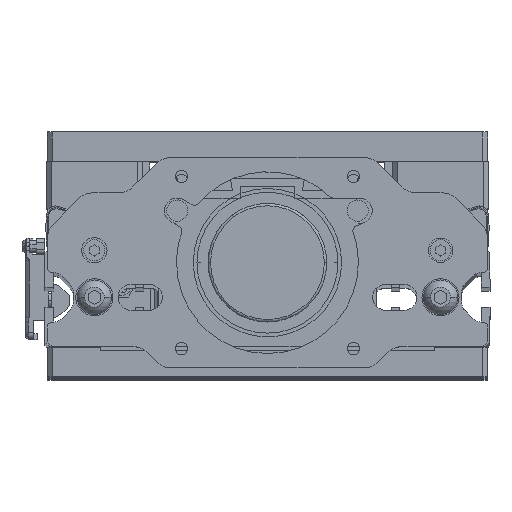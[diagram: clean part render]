
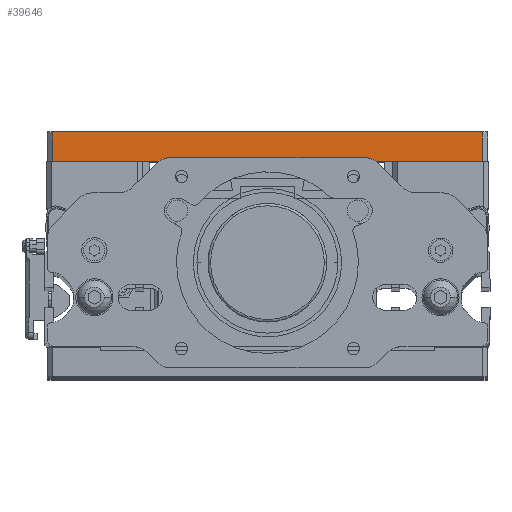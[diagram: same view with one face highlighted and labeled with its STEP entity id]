
A CAD part, top view. The second image highlights one B-rep face of the part: STEP entity #39646.
In plain terms, the highlighted planar face has unit normal (0, 0, 1).
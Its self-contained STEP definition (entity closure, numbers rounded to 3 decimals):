
#641 = CARTESIAN_POINT ( 'NONE',  ( -87., 100., 270. ) ) ;
#1133 = EDGE_CURVE ( 'NONE', #62346, #23582, #83949, .T. ) ;
#1558 = LINE ( 'NONE', #47046, #81771 ) ;
#4291 = ORIENTED_EDGE ( 'NONE', *, *, #15313, .T. ) ;
#15313 = EDGE_CURVE ( 'NONE', #17573, #63530, #24290, .T. ) ;
#17573 = VERTEX_POINT ( 'NONE', #79741 ) ;
#17877 = DIRECTION ( 'NONE',  ( 0., 1., 0. ) ) ;
#18399 = VECTOR ( 'NONE', #33709, 1000. ) ;
#18848 = ORIENTED_EDGE ( 'NONE', *, *, #1133, .F. ) ;
#20417 = DIRECTION ( 'NONE',  ( 1., 0., 0. ) ) ;
#22916 = AXIS2_PLACEMENT_3D ( 'NONE', #49739, #50169, #63111 ) ;
#23582 = VERTEX_POINT ( 'NONE', #24932 ) ;
#24290 = LINE ( 'NONE', #76759, #33873 ) ;
#24932 = CARTESIAN_POINT ( 'NONE',  ( -87., 100., 270. ) ) ;
#26673 = CARTESIAN_POINT ( 'NONE',  ( 87., 100., 270. ) ) ;
#30245 = EDGE_CURVE ( 'NONE', #23582, #63530, #80518, .T. ) ;
#31924 = CARTESIAN_POINT ( 'NONE',  ( -87., 88., 270. ) ) ;
#33709 = DIRECTION ( 'NONE',  ( 1., 0., 0. ) ) ;
#33873 = VECTOR ( 'NONE', #17877, 1000. ) ;
#35253 = ORIENTED_EDGE ( 'NONE', *, *, #82891, .T. ) ;
#36504 = CARTESIAN_POINT ( 'NONE',  ( -87., 88., 270. ) ) ;
#39269 = VECTOR ( 'NONE', #64595, 1000. ) ;
#39646 = ADVANCED_FACE ( 'NONE', ( #75562 ), #61808, .T. ) ;
#47046 = CARTESIAN_POINT ( 'NONE',  ( -87., 88., 270. ) ) ;
#49739 = CARTESIAN_POINT ( 'NONE',  ( -87., 88., 270. ) ) ;
#50169 = DIRECTION ( 'NONE',  ( 0., 0., 1. ) ) ;
#61808 = PLANE ( 'NONE',  #22916 ) ;
#62346 = VERTEX_POINT ( 'NONE', #36504 ) ;
#62806 = ORIENTED_EDGE ( 'NONE', *, *, #30245, .F. ) ;
#63111 = DIRECTION ( 'NONE',  ( 1., 0., 0. ) ) ;
#63530 = VERTEX_POINT ( 'NONE', #26673 ) ;
#64595 = DIRECTION ( 'NONE',  ( 0., 1., 0. ) ) ;
#73118 = EDGE_LOOP ( 'NONE', ( #62806, #18848, #35253, #4291 ) ) ;
#75562 = FACE_OUTER_BOUND ( 'NONE', #73118, .T. ) ;
#76759 = CARTESIAN_POINT ( 'NONE',  ( 87., 88., 270. ) ) ;
#79741 = CARTESIAN_POINT ( 'NONE',  ( 87., 88., 270. ) ) ;
#80518 = LINE ( 'NONE', #641, #18399 ) ;
#81771 = VECTOR ( 'NONE', #20417, 1000. ) ;
#82891 = EDGE_CURVE ( 'NONE', #62346, #17573, #1558, .T. ) ;
#83949 = LINE ( 'NONE', #31924, #39269 ) ;
